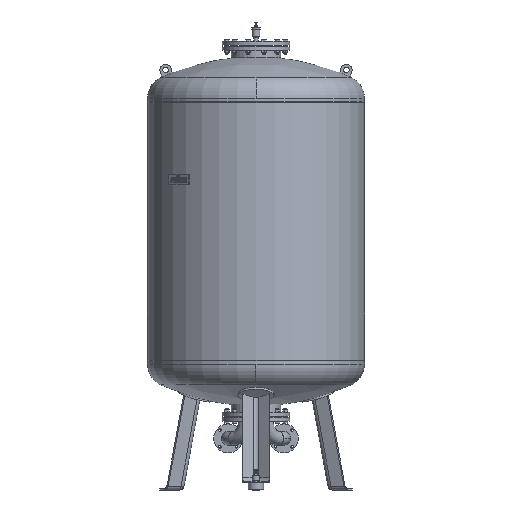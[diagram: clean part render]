
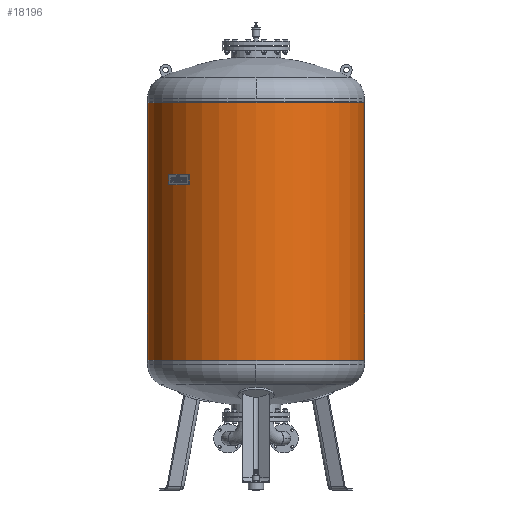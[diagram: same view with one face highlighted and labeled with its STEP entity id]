
A CAD part, front view. The second image highlights one B-rep face of the part: STEP entity #18196.
In plain terms, the highlighted cylindrical face has radius 600 mm (diameter 1200 mm), a partial arc.
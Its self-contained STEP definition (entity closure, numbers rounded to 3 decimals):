
#18155=CARTESIAN_POINT('',(0.,0.0,1781.0));
#18156=DIRECTION('',(0.,0.0,1.0));
#18157=DIRECTION('',(1.0,0.0,0.0));
#18158=AXIS2_PLACEMENT_3D('',#18155,#18156,#18157);
#18159=CYLINDRICAL_SURFACE('',#18158,600.);
#18160=CARTESIAN_POINT('',(600.,0.0,2142.0));
#18161=VERTEX_POINT('',#18160);
#18162=CARTESIAN_POINT('',(600.0,0.0,718.));
#18163=VERTEX_POINT('',#18162);
#18164=CARTESIAN_POINT('',(600.,0.0,2142.0));
#18165=DIRECTION('',(0.0,0.0,-1.0));
#18166=VECTOR('',#18165,1424.);
#18167=LINE('',#18164,#18166);
#18168=EDGE_CURVE('',#18161,#18163,#18167,.T.);
#18169=ORIENTED_EDGE('',*,*,#18168,.F.);
#18170=CARTESIAN_POINT('',(-600.,0.,2142.0));
#18171=VERTEX_POINT('',#18170);
#18172=CARTESIAN_POINT('',(0.,0.0,2142.0));
#18173=DIRECTION('',(0.0,0.0,1.0));
#18174=DIRECTION('',(1.0,0.0,0.0));
#18175=AXIS2_PLACEMENT_3D('',#18172,#18173,#18174);
#18176=CIRCLE('',#18175,600.);
#18177=EDGE_CURVE('',#18171,#18161,#18176,.T.);
#18178=ORIENTED_EDGE('',*,*,#18177,.F.);
#18179=CARTESIAN_POINT('',(-600.,0.,718.));
#18180=VERTEX_POINT('',#18179);
#18181=CARTESIAN_POINT('',(-600.,0.,2142.0));
#18182=DIRECTION('',(0.0,0.0,-1.0));
#18183=VECTOR('',#18182,1424.);
#18184=LINE('',#18181,#18183);
#18185=EDGE_CURVE('',#18171,#18180,#18184,.T.);
#18186=ORIENTED_EDGE('',*,*,#18185,.T.);
#18187=CARTESIAN_POINT('',(0.,0.0,718.));
#18188=DIRECTION('',(0.0,0.0,1.0));
#18189=DIRECTION('',(1.0,0.0,0.0));
#18190=AXIS2_PLACEMENT_3D('',#18187,#18188,#18189);
#18191=CIRCLE('',#18190,600.0);
#18192=EDGE_CURVE('',#18180,#18163,#18191,.T.);
#18193=ORIENTED_EDGE('',*,*,#18192,.T.);
#18194=EDGE_LOOP('',(#18169,#18178,#18186,#18193));
#18195=FACE_OUTER_BOUND('',#18194,.T.);
#18196=ADVANCED_FACE('',(#18195),#18159,.T.);
